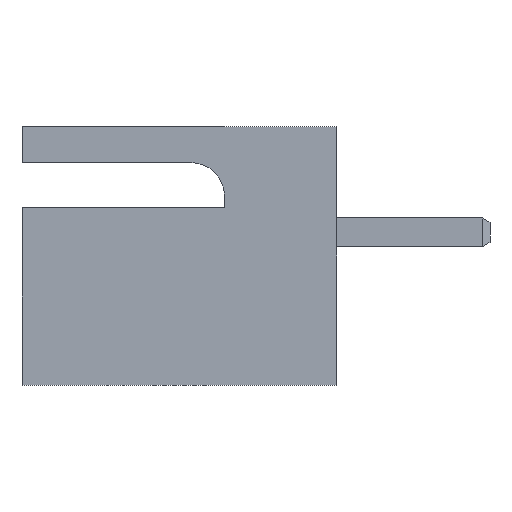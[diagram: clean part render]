
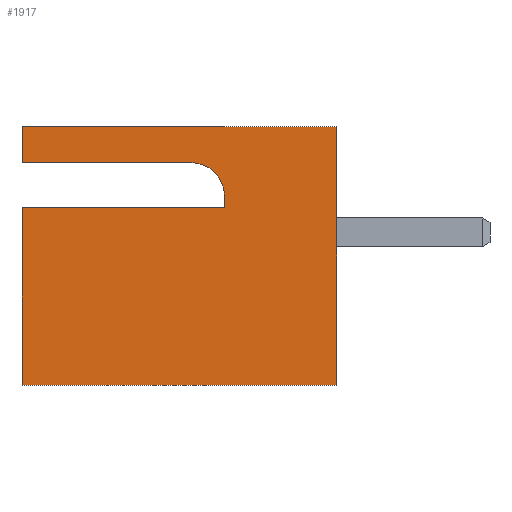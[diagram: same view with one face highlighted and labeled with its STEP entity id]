
A CAD part, left-side view. The second image highlights one B-rep face of the part: STEP entity #1917.
In plain terms, the highlighted planar face has unit normal (-1, 0, 0).
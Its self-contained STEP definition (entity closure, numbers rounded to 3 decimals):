
#57 = DIRECTION ( 'NONE',  ( 0., 0., 1. ) ) ;
#61 = DIRECTION ( 'NONE',  ( 0., 0., 1. ) ) ;
#72 = LINE ( 'NONE', #1856, #875 ) ;
#75 = LINE ( 'NONE', #1195, #1185 ) ;
#79 = EDGE_LOOP ( 'NONE', ( #836, #2027, #1911, #438, #1450, #750, #718, #1743, #605 ) ) ;
#89 = VERTEX_POINT ( 'NONE', #742 ) ;
#91 = DIRECTION ( 'NONE',  ( 0., 1., 0. ) ) ;
#115 = CARTESIAN_POINT ( 'NONE',  ( -3.7, 2.5, 0.55 ) ) ;
#140 = VERTEX_POINT ( 'NONE', #243 ) ;
#243 = CARTESIAN_POINT ( 'NONE',  ( -3.7, 0., 2.35 ) ) ;
#268 = CARTESIAN_POINT ( 'NONE',  ( -3.7, 2.5, 0.8 ) ) ;
#339 = EDGE_CURVE ( 'NONE', #616, #581, #75, .T. ) ;
#362 = LINE ( 'NONE', #532, #734 ) ;
#409 = EDGE_CURVE ( 'NONE', #581, #140, #362, .T. ) ;
#438 = ORIENTED_EDGE ( 'NONE', *, *, #339, .T. ) ;
#458 = DIRECTION ( 'NONE',  ( 1., 0., 0. ) ) ;
#526 = CARTESIAN_POINT ( 'NONE',  ( -3.7, 7., 2.35 ) ) ;
#532 = CARTESIAN_POINT ( 'NONE',  ( -3.7, 0., 2.35 ) ) ;
#581 = VERTEX_POINT ( 'NONE', #1204 ) ;
#605 = ORIENTED_EDGE ( 'NONE', *, *, #2022, .T. ) ;
#611 = CARTESIAN_POINT ( 'NONE',  ( -3.7, 7., 2.35 ) ) ;
#616 = VERTEX_POINT ( 'NONE', #1451 ) ;
#618 = PLANE ( 'NONE',  #1216 ) ;
#679 = EDGE_CURVE ( 'NONE', #89, #1107, #72, .T. ) ;
#718 = ORIENTED_EDGE ( 'NONE', *, *, #1446, .F. ) ;
#734 = VECTOR ( 'NONE', #61, 1000. ) ;
#742 = CARTESIAN_POINT ( 'NONE',  ( -3.7, 7., 1.55 ) ) ;
#750 = ORIENTED_EDGE ( 'NONE', *, *, #1223, .F. ) ;
#785 = CARTESIAN_POINT ( 'NONE',  ( -3.7, 7., 2.35 ) ) ;
#807 = VECTOR ( 'NONE', #1500, 1000. ) ;
#820 = DIRECTION ( 'NONE',  ( 0., 0., -1. ) ) ;
#836 = ORIENTED_EDGE ( 'NONE', *, *, #1097, .T. ) ;
#863 = DIRECTION ( 'NONE',  ( 1., 0., 0. ) ) ;
#873 = LINE ( 'NONE', #115, #1661 ) ;
#875 = VECTOR ( 'NONE', #957, 1000. ) ;
#953 = VERTEX_POINT ( 'NONE', #1694 ) ;
#957 = DIRECTION ( 'NONE',  ( 0., -1., 0. ) ) ;
#962 = LINE ( 'NONE', #1835, #1807 ) ;
#1004 = CARTESIAN_POINT ( 'NONE',  ( -3.7, 3.25, 0.8 ) ) ;
#1009 = CIRCLE ( 'NONE', #1125, 0.75 ) ;
#1097 = EDGE_CURVE ( 'NONE', #1647, #953, #873, .T. ) ;
#1107 = VERTEX_POINT ( 'NONE', #1870 ) ;
#1121 = CARTESIAN_POINT ( 'NONE',  ( -3.7, 7., 0.55 ) ) ;
#1125 = AXIS2_PLACEMENT_3D ( 'NONE', #1004, #863, #1965 ) ;
#1185 = VECTOR ( 'NONE', #1499, 1000. ) ;
#1195 = CARTESIAN_POINT ( 'NONE',  ( -3.7, 7., -3.4 ) ) ;
#1204 = CARTESIAN_POINT ( 'NONE',  ( -3.7, 0., -3.4 ) ) ;
#1205 = LINE ( 'NONE', #526, #807 ) ;
#1213 = VERTEX_POINT ( 'NONE', #1121 ) ;
#1216 = AXIS2_PLACEMENT_3D ( 'NONE', #611, #458, #1224 ) ;
#1223 = EDGE_CURVE ( 'NONE', #1360, #140, #1839, .T. ) ;
#1224 = DIRECTION ( 'NONE',  ( 0., 0., -1. ) ) ;
#1239 = CARTESIAN_POINT ( 'NONE',  ( -3.7, 7., 2.35 ) ) ;
#1360 = VERTEX_POINT ( 'NONE', #1582 ) ;
#1403 = VECTOR ( 'NONE', #1696, 1000. ) ;
#1446 = EDGE_CURVE ( 'NONE', #89, #1360, #1205, .T. ) ;
#1450 = ORIENTED_EDGE ( 'NONE', *, *, #409, .T. ) ;
#1451 = CARTESIAN_POINT ( 'NONE',  ( -3.7, 7., -3.4 ) ) ;
#1474 = VECTOR ( 'NONE', #57, 1000. ) ;
#1499 = DIRECTION ( 'NONE',  ( 0., -1., 0. ) ) ;
#1500 = DIRECTION ( 'NONE',  ( 0., 0., 1. ) ) ;
#1582 = CARTESIAN_POINT ( 'NONE',  ( -3.7, 7., 2.35 ) ) ;
#1585 = FACE_OUTER_BOUND ( 'NONE', #79, .T. ) ;
#1647 = VERTEX_POINT ( 'NONE', #268 ) ;
#1661 = VECTOR ( 'NONE', #820, 1000. ) ;
#1694 = CARTESIAN_POINT ( 'NONE',  ( -3.7, 2.5, 0.55 ) ) ;
#1696 = DIRECTION ( 'NONE',  ( 0., -1., 0. ) ) ;
#1743 = ORIENTED_EDGE ( 'NONE', *, *, #679, .T. ) ;
#1807 = VECTOR ( 'NONE', #91, 1000. ) ;
#1835 = CARTESIAN_POINT ( 'NONE',  ( -3.7, 7., 0.55 ) ) ;
#1839 = LINE ( 'NONE', #1239, #1403 ) ;
#1856 = CARTESIAN_POINT ( 'NONE',  ( -3.7, 7., 1.55 ) ) ;
#1870 = CARTESIAN_POINT ( 'NONE',  ( -3.7, 3.25, 1.55 ) ) ;
#1911 = ORIENTED_EDGE ( 'NONE', *, *, #1964, .F. ) ;
#1917 = ADVANCED_FACE ( 'NONE', ( #1585 ), #618, .F. ) ;
#1960 = LINE ( 'NONE', #785, #1474 ) ;
#1964 = EDGE_CURVE ( 'NONE', #616, #1213, #1960, .T. ) ;
#1965 = DIRECTION ( 'NONE',  ( 0., 0., -1. ) ) ;
#2022 = EDGE_CURVE ( 'NONE', #1107, #1647, #1009, .T. ) ;
#2027 = ORIENTED_EDGE ( 'NONE', *, *, #2058, .T. ) ;
#2058 = EDGE_CURVE ( 'NONE', #953, #1213, #962, .T. ) ;
